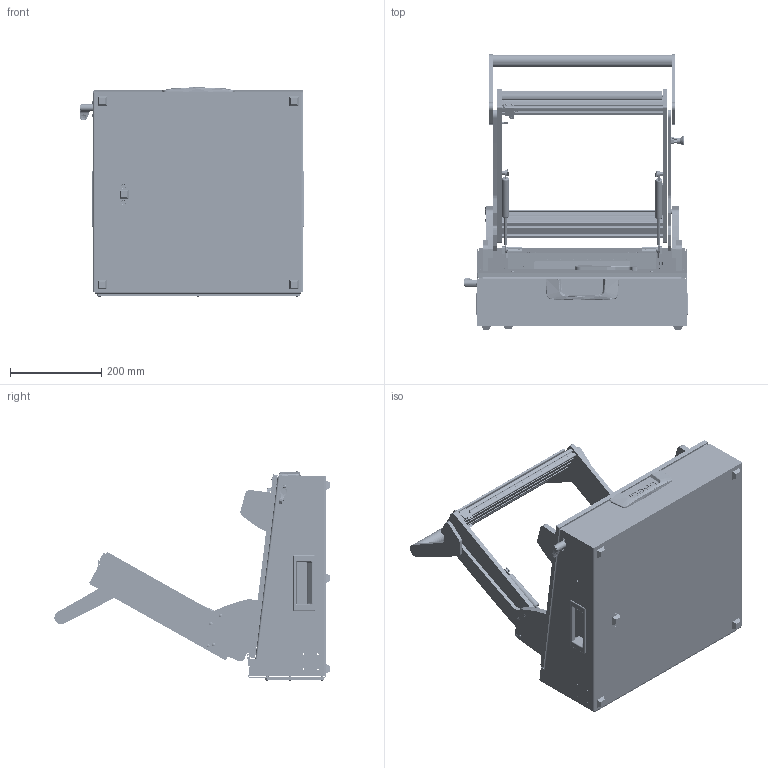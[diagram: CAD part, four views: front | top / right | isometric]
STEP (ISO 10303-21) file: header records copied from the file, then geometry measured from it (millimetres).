
FILE_DESCRIPTION (( 'STEP AP214' ), '1' );
FILE_NAME ('INGUN_43630_open.STEP', '2021-03-03T13:56:10', ( '' ), ( '' ), 'SwSTEP 2.0', 'SolidWorks 2018', '' );
FILE_SCHEMA (( 'AUTOMOTIVE_DESIGN' ));
Length unit declared in the file: millimetre
Products named in the file (105): ASR~-a-s-r_拱04,2x07x拌8; 43579~2_KUNDE<S>; 31194~0; 48565~1_S; 8804~0; 3521~0_Spring Pin ISO 8752 - 3 x 16 - St; 32171~0_S; 37188~1_S; 2528~0; 34328~1_S; DIN7991~n_M05,0x016; DIN7991~n_M03,0x016 VA; 35651~1_S; 48726~2_S; 48727~1_S; 43493~2_KUNDE<S>; 43198~3_KUNDE<S>; 35714~3_S; 30955~0_S; DIN125~n_04,3 M04,0; 30915~0; 53032~0_S; INGUN_43630_open; 35649~1_S; 49317~0; DIN6325~n_04,0m6x014; 35662~11_S; 53031~0_S; 32578~1_S; 43530~5_KUNDE offen<S>; 21332_02~0; 43581~5_KUNDE<S>; 35663~9_S; 53838~0_S; 35097~0; 110322~4_S; 2281~0_180ø<Standard>; ISO7380~n_M03,0x005; DIN6325~n_02,0m6x020; 30758_01~0_S ...
Assembly tree (223 placements, depth 5):
  INGUN_43630_open
    32505~6_S
      32172~8
      30758~0_S  x2
        30758_01~0_S
        30758_02~0_S
      20902~0
      21332~0_MA 2112<Standard>
        21332_02~0
        21332_01~0
      31199~3_S
      2720~0  x5
      53032~0_S
      32171~0_S
      32462~0_S
      29805~4_geschlossen<S>
        110322~4_S
        110705~1_S
        30984~0_S
        110231~1_S
        110443~0_S
        30112~0
        ISO7380~n_M05,0x030
        ISO7380~n_M04,0x008  x2
        DIN914~n_M04,0x05
      35334~0_S
      ISO7380~n_M04,0x012  x4
      DIN7991~n_M05,0x016
      DIN7991~n_M05,0x012  x2
      DIN985-A2~n_M05,0  x3
      8804~0
      DIN125~n_05,3 M05,0 Fase  x2
    43530~5_KUNDE offen<S>
      109981~0_offen<S>
        43492~4
        35661~4_S
        35662~11_S
        35663~9_S
        2281~0_180ø<Standard>  x2
          2281~0
        37188~1_S  x2
        53031~0_S
        35649~1_S
        35651~1_S
        31253~0_S
        30955~0_S
        30915~0
        ASR~-a-s-r_拱04,2x07x拌8  x2
        2528~0  x2
        31109~0
        35664~1_S
        48727~1_S
          48726~2_S
          DIN6325~n_04,0m6x012
          48565~1_S
          DIN912~n_M04,0x020  x2
          DIN125~n_06,4 M06,0 Fase
          DIN125~n_04,3 M04,0  x2
          49317~0
        48728~1_S
Bounding box: 491.5 x 601.79 x 458.02 mm (x, y, z)
Volume: 4739871.4 mm3; surface area: 2615485.9 mm2
Topology: 233 solids, 233 shells, 5482 faces, 13679 edges, 8732 vertices
Faces by surface type: cylinder 2280, plane 2095, cone 681, bspline 235, sphere 96, torus 95
Entity records: 121955 total; most frequent: CARTESIAN_POINT 29036, DIRECTION 18117, ORIENTED_EDGE 16774, EDGE_CURVE 8387, AXIS2_PLACEMENT_3D 6814, VERTEX_POINT 5409, LINE 4489, VECTOR 4489
